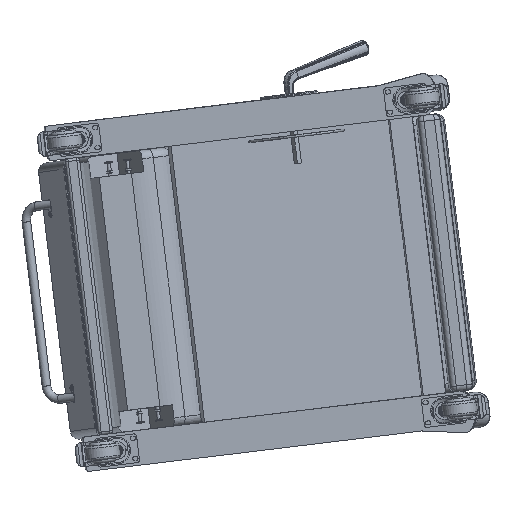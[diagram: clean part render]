
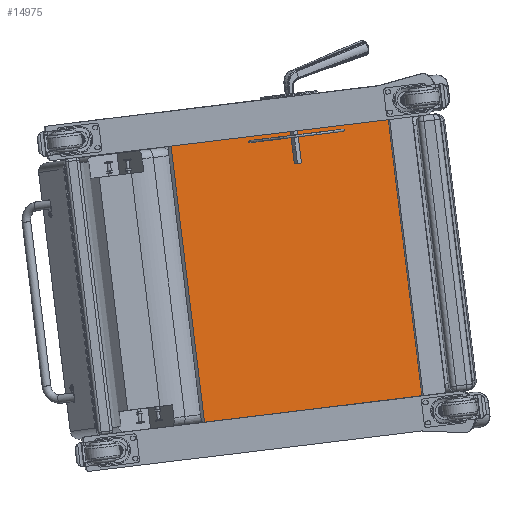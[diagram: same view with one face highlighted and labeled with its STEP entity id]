
A CAD part, front view. The second image highlights one B-rep face of the part: STEP entity #14975.
In plain terms, the highlighted face is planar.
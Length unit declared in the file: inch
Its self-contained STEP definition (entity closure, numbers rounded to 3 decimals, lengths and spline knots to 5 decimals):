
#2930=FACE_OUTER_BOUND('',#3914,.T.);
#3914=EDGE_LOOP('',(#11541,#11542,#11543,#11544));
#5002=LINE('',#25787,#5896);
#5009=LINE('',#25801,#5903);
#5011=LINE('',#25804,#5905);
#5017=LINE('',#25821,#5911);
#5896=VECTOR('',#19692,0.3937);
#5903=VECTOR('',#19701,0.3937);
#5905=VECTOR('',#19705,0.3937);
#5911=VECTOR('',#19721,0.3937);
#6912=VERTEX_POINT('',#25784);
#6913=VERTEX_POINT('',#25786);
#6918=VERTEX_POINT('',#25798);
#6919=VERTEX_POINT('',#25800);
#8575=EDGE_CURVE('',#6912,#6913,#5002,.T.);
#8582=EDGE_CURVE('',#6918,#6919,#5009,.T.);
#8584=EDGE_CURVE('',#6912,#6919,#5011,.T.);
#8590=EDGE_CURVE('',#6918,#6913,#5017,.T.);
#11541=ORIENTED_EDGE('',*,*,#8590,.T.);
#11542=ORIENTED_EDGE('',*,*,#8575,.F.);
#11543=ORIENTED_EDGE('',*,*,#8584,.T.);
#11544=ORIENTED_EDGE('',*,*,#8582,.F.);
#14438=PLANE('',#16693);
#14975=ADVANCED_FACE('',(#2930),#14438,.T.);
#16693=AXIS2_PLACEMENT_3D('',#25822,#19722,#19723);
#19692=DIRECTION('',(1.,0.,0.));
#19701=DIRECTION('',(-1.,0.,0.));
#19705=DIRECTION('',(0.,0.,-1.));
#19721=DIRECTION('',(0.,0.,1.));
#19722=DIRECTION('center_axis',(0.,-1.,0.));
#19723=DIRECTION('ref_axis',(1.,0.,0.));
#25784=CARTESIAN_POINT('',(-12.33407,-1.97439,12.));
#25786=CARTESIAN_POINT('',(6.68333,-1.97439,12.));
#25787=CARTESIAN_POINT('',(-12.33407,-1.97439,12.));
#25798=CARTESIAN_POINT('',(6.68333,-1.97439,-12.));
#25800=CARTESIAN_POINT('',(-12.33407,-1.97439,-12.));
#25801=CARTESIAN_POINT('',(-12.33407,-1.97439,-12.));
#25804=CARTESIAN_POINT('',(-12.33407,-1.97439,0.));
#25821=CARTESIAN_POINT('',(6.68333,-1.97439,0.));
#25822=CARTESIAN_POINT('Origin',(-12.33407,-1.97439,0.));
